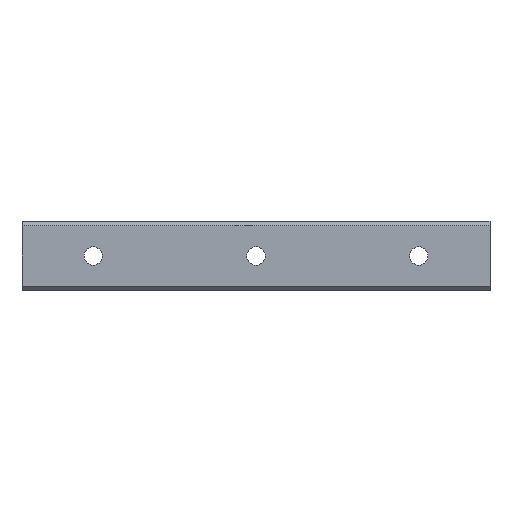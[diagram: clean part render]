
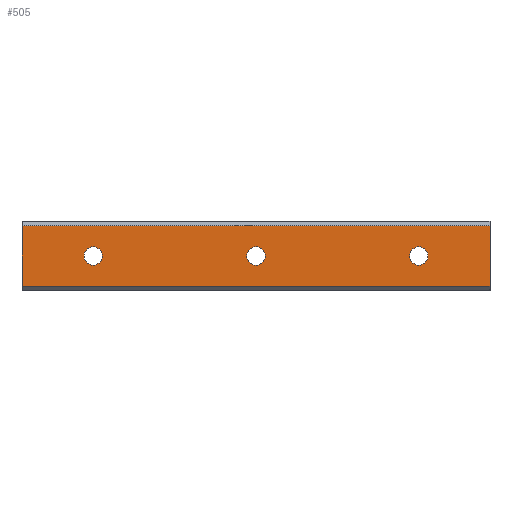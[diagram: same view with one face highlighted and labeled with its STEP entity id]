
A CAD part, front view. The second image highlights one B-rep face of the part: STEP entity #505.
In plain terms, the highlighted planar face has unit normal (0, -1, 0).
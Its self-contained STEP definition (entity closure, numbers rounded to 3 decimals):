
#25 = CARTESIAN_POINT ( 'NONE',  ( 195., 0., -14.95 ) ) ;
#30 = CARTESIAN_POINT ( 'NONE',  ( -35., 0., 14.95 ) ) ;
#81 = CARTESIAN_POINT ( 'NONE',  ( 0., 0., 0. ) ) ;
#94 = EDGE_CURVE ( 'NONE', #1275, #961, #1337, .T. ) ;
#135 = LINE ( 'NONE', #25, #151 ) ;
#142 = DIRECTION ( 'NONE',  ( 0., -1., 0. ) ) ;
#151 = VECTOR ( 'NONE', #334, 1000. ) ;
#165 = DIRECTION ( 'NONE',  ( 0., 0., -1. ) ) ;
#174 = CARTESIAN_POINT ( 'NONE',  ( 195., 0., 14.95 ) ) ;
#180 = EDGE_CURVE ( 'NONE', #292, #557, #790, .T. ) ;
#181 = ORIENTED_EDGE ( 'NONE', *, *, #1255, .F. ) ;
#186 = AXIS2_PLACEMENT_3D ( 'NONE', #81, #491, #699 ) ;
#198 = AXIS2_PLACEMENT_3D ( 'NONE', #1341, #363, #1107 ) ;
#213 = VERTEX_POINT ( 'NONE', #1042 ) ;
#244 = DIRECTION ( 'NONE',  ( 0., 0., 1. ) ) ;
#270 = DIRECTION ( 'NONE',  ( 0., -1., 0. ) ) ;
#275 = EDGE_LOOP ( 'NONE', ( #181, #1213 ) ) ;
#292 = VERTEX_POINT ( 'NONE', #874 ) ;
#313 = ORIENTED_EDGE ( 'NONE', *, *, #1228, .F. ) ;
#334 = DIRECTION ( 'NONE',  ( -1., 0., 0. ) ) ;
#363 = DIRECTION ( 'NONE',  ( 0., -1., 0. ) ) ;
#365 = LINE ( 'NONE', #988, #1225 ) ;
#380 = EDGE_CURVE ( 'NONE', #213, #976, #365, .T. ) ;
#396 = CARTESIAN_POINT ( 'NONE',  ( 195., 0., 14.95 ) ) ;
#409 = PLANE ( 'NONE',  #1027 ) ;
#424 = CIRCLE ( 'NONE', #186, 4.5 ) ;
#479 = AXIS2_PLACEMENT_3D ( 'NONE', #1345, #142, #244 ) ;
#483 = ORIENTED_EDGE ( 'NONE', *, *, #1282, .F. ) ;
#491 = DIRECTION ( 'NONE',  ( 0., -1., 0. ) ) ;
#505 = ADVANCED_FACE ( 'NONE', ( #597, #1153, #1261, #1244 ), #409, .F. ) ;
#520 = ORIENTED_EDGE ( 'NONE', *, *, #380, .F. ) ;
#525 = EDGE_CURVE ( 'NONE', #1280, #1094, #424, .T. ) ;
#530 = ORIENTED_EDGE ( 'NONE', *, *, #713, .F. ) ;
#546 = VERTEX_POINT ( 'NONE', #1037 ) ;
#557 = VERTEX_POINT ( 'NONE', #734 ) ;
#563 = CARTESIAN_POINT ( 'NONE',  ( 160., 0., 4.5 ) ) ;
#597 = FACE_OUTER_BOUND ( 'NONE', #1048, .T. ) ;
#658 = EDGE_LOOP ( 'NONE', ( #483, #861 ) ) ;
#659 = ORIENTED_EDGE ( 'NONE', *, *, #1182, .F. ) ;
#681 = DIRECTION ( 'NONE',  ( 0., -1., 0. ) ) ;
#694 = DIRECTION ( 'NONE',  ( 0., 0., 1. ) ) ;
#699 = DIRECTION ( 'NONE',  ( 0., 0., 1. ) ) ;
#702 = VECTOR ( 'NONE', #1238, 1000. ) ;
#713 = EDGE_CURVE ( 'NONE', #976, #546, #135, .T. ) ;
#734 = CARTESIAN_POINT ( 'NONE',  ( 80., 0., 4.5 ) ) ;
#779 = LINE ( 'NONE', #174, #702 ) ;
#783 = AXIS2_PLACEMENT_3D ( 'NONE', #1208, #681, #1324 ) ;
#790 = CIRCLE ( 'NONE', #198, 4.5 ) ;
#791 = ORIENTED_EDGE ( 'NONE', *, *, #94, .F. ) ;
#806 = EDGE_LOOP ( 'NONE', ( #791, #313 ) ) ;
#808 = CARTESIAN_POINT ( 'NONE',  ( 160., 0., 0. ) ) ;
#810 = AXIS2_PLACEMENT_3D ( 'NONE', #980, #270, #877 ) ;
#816 = AXIS2_PLACEMENT_3D ( 'NONE', #808, #1221, #1334 ) ;
#858 = CARTESIAN_POINT ( 'NONE',  ( 160., 0., -4.5 ) ) ;
#861 = ORIENTED_EDGE ( 'NONE', *, *, #525, .F. ) ;
#874 = CARTESIAN_POINT ( 'NONE',  ( 80., 0., -4.5 ) ) ;
#877 = DIRECTION ( 'NONE',  ( 0., 0., 1. ) ) ;
#902 = CARTESIAN_POINT ( 'NONE',  ( 0., 0., -4.5 ) ) ;
#906 = LINE ( 'NONE', #993, #1241 ) ;
#912 = DIRECTION ( 'NONE',  ( 0., 1., 0. ) ) ;
#961 = VERTEX_POINT ( 'NONE', #858 ) ;
#969 = ORIENTED_EDGE ( 'NONE', *, *, #1171, .F. ) ;
#973 = VERTEX_POINT ( 'NONE', #30 ) ;
#976 = VERTEX_POINT ( 'NONE', #1186 ) ;
#980 = CARTESIAN_POINT ( 'NONE',  ( 160., 0., 0. ) ) ;
#988 = CARTESIAN_POINT ( 'NONE',  ( 195., 0., 14.95 ) ) ;
#993 = CARTESIAN_POINT ( 'NONE',  ( -35., 0., 14.95 ) ) ;
#1015 = DIRECTION ( 'NONE',  ( 0., 0., 1. ) ) ;
#1027 = AXIS2_PLACEMENT_3D ( 'NONE', #396, #912, #694 ) ;
#1037 = CARTESIAN_POINT ( 'NONE',  ( -35., 0., -14.95 ) ) ;
#1042 = CARTESIAN_POINT ( 'NONE',  ( 195., 0., 14.95 ) ) ;
#1048 = EDGE_LOOP ( 'NONE', ( #530, #520, #969, #659 ) ) ;
#1074 = CIRCLE ( 'NONE', #479, 4.5 ) ;
#1094 = VERTEX_POINT ( 'NONE', #1322 ) ;
#1101 = CIRCLE ( 'NONE', #783, 4.5 ) ;
#1107 = DIRECTION ( 'NONE',  ( 0., 0., 1. ) ) ;
#1153 = FACE_BOUND ( 'NONE', #658, .T. ) ;
#1171 = EDGE_CURVE ( 'NONE', #973, #213, #779, .T. ) ;
#1182 = EDGE_CURVE ( 'NONE', #546, #973, #906, .T. ) ;
#1186 = CARTESIAN_POINT ( 'NONE',  ( 195., 0., -14.95 ) ) ;
#1208 = CARTESIAN_POINT ( 'NONE',  ( 80., 0., 0. ) ) ;
#1213 = ORIENTED_EDGE ( 'NONE', *, *, #180, .F. ) ;
#1218 = CIRCLE ( 'NONE', #810, 4.5 ) ;
#1221 = DIRECTION ( 'NONE',  ( 0., -1., 0. ) ) ;
#1225 = VECTOR ( 'NONE', #165, 1000. ) ;
#1228 = EDGE_CURVE ( 'NONE', #961, #1275, #1218, .T. ) ;
#1238 = DIRECTION ( 'NONE',  ( 1., 0., 0. ) ) ;
#1241 = VECTOR ( 'NONE', #1015, 1000. ) ;
#1244 = FACE_BOUND ( 'NONE', #275, .T. ) ;
#1255 = EDGE_CURVE ( 'NONE', #557, #292, #1101, .T. ) ;
#1261 = FACE_BOUND ( 'NONE', #806, .T. ) ;
#1275 = VERTEX_POINT ( 'NONE', #563 ) ;
#1280 = VERTEX_POINT ( 'NONE', #902 ) ;
#1282 = EDGE_CURVE ( 'NONE', #1094, #1280, #1074, .T. ) ;
#1322 = CARTESIAN_POINT ( 'NONE',  ( 0., 0., 4.5 ) ) ;
#1324 = DIRECTION ( 'NONE',  ( 0., 0., 1. ) ) ;
#1334 = DIRECTION ( 'NONE',  ( 0., 0., 1. ) ) ;
#1337 = CIRCLE ( 'NONE', #816, 4.5 ) ;
#1341 = CARTESIAN_POINT ( 'NONE',  ( 80., 0., 0. ) ) ;
#1345 = CARTESIAN_POINT ( 'NONE',  ( 0., 0., 0. ) ) ;
